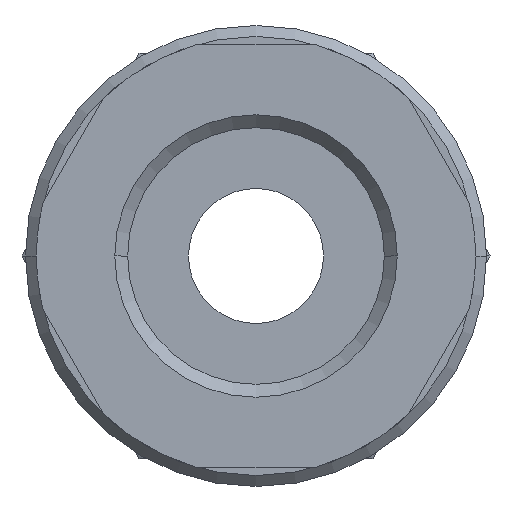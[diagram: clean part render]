
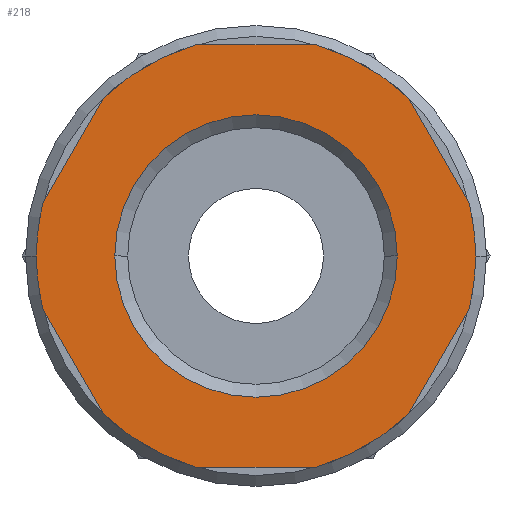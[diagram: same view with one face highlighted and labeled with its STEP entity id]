
A CAD part, front view. The second image highlights one B-rep face of the part: STEP entity #218.
In plain terms, the highlighted planar face has unit normal (0, -1, 0).
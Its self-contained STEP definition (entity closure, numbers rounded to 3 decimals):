
#218=ADVANCED_FACE('',(#456,#457),#458,.T.);
#456=FACE_BOUND('',#711,.T.);
#457=FACE_OUTER_BOUND('',#712,.T.);
#458=PLANE('',#713);
#711=EDGE_LOOP('',(#1249,#1250));
#712=EDGE_LOOP('',(#1251,#1252,#1253,#1254,#1255,#1256,#1257,#1258,#1259,#1260,#1261,#1262,#1263,#1264));
#713=AXIS2_PLACEMENT_3D('',#1265,#1266,#1267);
#1249=ORIENTED_EDGE('',*,*,#1561,.T.);
#1250=ORIENTED_EDGE('',*,*,#1559,.T.);
#1251=ORIENTED_EDGE('',*,*,#1636,.F.);
#1252=ORIENTED_EDGE('',*,*,#1663,.F.);
#1253=ORIENTED_EDGE('',*,*,#1640,.F.);
#1254=ORIENTED_EDGE('',*,*,#1664,.F.);
#1255=ORIENTED_EDGE('',*,*,#1644,.F.);
#1256=ORIENTED_EDGE('',*,*,#1518,.F.);
#1257=ORIENTED_EDGE('',*,*,#1665,.F.);
#1258=ORIENTED_EDGE('',*,*,#1649,.F.);
#1259=ORIENTED_EDGE('',*,*,#1666,.F.);
#1260=ORIENTED_EDGE('',*,*,#1654,.F.);
#1261=ORIENTED_EDGE('',*,*,#1667,.F.);
#1262=ORIENTED_EDGE('',*,*,#1659,.F.);
#1263=ORIENTED_EDGE('',*,*,#1668,.F.);
#1264=ORIENTED_EDGE('',*,*,#1515,.F.);
#1265=CARTESIAN_POINT('',(6.5,0.0,0.0));
#1266=DIRECTION('',(-0.0,-1.0,-0.0));
#1267=DIRECTION('',(-1.0,0.0,0.0));
#1515=EDGE_CURVE('',#1805,#1801,#1807,.T.);
#1518=EDGE_CURVE('',#1809,#1812,#1813,.T.);
#1559=EDGE_CURVE('',#1879,#1881,#1883,.T.);
#1561=EDGE_CURVE('',#1881,#1879,#1885,.T.);
#1636=EDGE_CURVE('',#1976,#1805,#1978,.T.);
#1640=EDGE_CURVE('',#1982,#1984,#1985,.T.);
#1644=EDGE_CURVE('',#1812,#1990,#1991,.T.);
#1649=EDGE_CURVE('',#1997,#1999,#2000,.T.);
#1654=EDGE_CURVE('',#2006,#2008,#2009,.T.);
#1659=EDGE_CURVE('',#2015,#2017,#2018,.T.);
#1663=EDGE_CURVE('',#1984,#1976,#2023,.T.);
#1664=EDGE_CURVE('',#1990,#1982,#2024,.T.);
#1665=EDGE_CURVE('',#1999,#1809,#2025,.T.);
#1666=EDGE_CURVE('',#2008,#1997,#2026,.T.);
#1667=EDGE_CURVE('',#2017,#2006,#2027,.T.);
#1668=EDGE_CURVE('',#1801,#2015,#2028,.T.);
#1801=VERTEX_POINT('',#2187);
#1805=VERTEX_POINT('',#2192);
#1807=CIRCLE('',#2195,13.0);
#1809=VERTEX_POINT('',#2197);
#1812=VERTEX_POINT('',#2201);
#1813=CIRCLE('',#2202,13.0);
#1879=VERTEX_POINT('',#2325);
#1881=VERTEX_POINT('',#2328);
#1883=CIRCLE('',#2331,8.36);
#1885=CIRCLE('',#2333,8.36);
#1976=VERTEX_POINT('',#2650);
#1978=LINE('',#2653,#2654);
#1982=VERTEX_POINT('',#2659);
#1984=VERTEX_POINT('',#2662);
#1985=LINE('',#2663,#2664);
#1990=VERTEX_POINT('',#2671);
#1991=LINE('',#2672,#2673);
#1997=VERTEX_POINT('',#2681);
#1999=VERTEX_POINT('',#2684);
#2000=LINE('',#2685,#2686);
#2006=VERTEX_POINT('',#2694);
#2008=VERTEX_POINT('',#2697);
#2009=LINE('',#2698,#2699);
#2015=VERTEX_POINT('',#2707);
#2017=VERTEX_POINT('',#2710);
#2018=LINE('',#2711,#2712);
#2023=CIRCLE('',#2719,13.0);
#2024=CIRCLE('',#2720,13.0);
#2025=CIRCLE('',#2721,13.0);
#2026=CIRCLE('',#2722,13.0);
#2027=CIRCLE('',#2723,13.0);
#2028=CIRCLE('',#2724,13.0);
#2187=CARTESIAN_POINT('',(-13.0,0.0,0.));
#2192=CARTESIAN_POINT('',(-12.611,0.0,-3.158));
#2195=AXIS2_PLACEMENT_3D('',#2847,#2848,#2849);
#2197=CARTESIAN_POINT('',(13.0,0.0,0.));
#2201=CARTESIAN_POINT('',(12.611,0.0,-3.158));
#2202=AXIS2_PLACEMENT_3D('',#2851,#2852,#2853);
#2325=CARTESIAN_POINT('',(8.36,0.0,0.));
#2328=CARTESIAN_POINT('',(-8.36,0.0,0.));
#2331=AXIS2_PLACEMENT_3D('',#2905,#2906,#2907);
#2333=AXIS2_PLACEMENT_3D('',#2908,#2909,#2910);
#2650=CARTESIAN_POINT('',(-9.04,0.0,-9.342));
#2653=CARTESIAN_POINT('',(-10.013,0.0,-7.657));
#2654=VECTOR('',#2978,1.0);
#2659=CARTESIAN_POINT('',(3.571,0.0,-12.5));
#2662=CARTESIAN_POINT('',(-3.571,0.0,-12.5));
#2663=CARTESIAN_POINT('',(3.25,0.0,-12.5));
#2664=VECTOR('',#2981,1.0);
#2671=CARTESIAN_POINT('',(9.04,0.0,-9.342));
#2672=CARTESIAN_POINT('',(11.638,0.0,-4.843));
#2673=VECTOR('',#2984,1.0);
#2681=CARTESIAN_POINT('',(9.04,0.0,9.342));
#2684=CARTESIAN_POINT('',(12.611,0.0,3.158));
#2685=CARTESIAN_POINT('',(11.638,0.0,4.843));
#2686=VECTOR('',#2988,1.0);
#2694=CARTESIAN_POINT('',(-3.571,0.0,12.5));
#2697=CARTESIAN_POINT('',(3.571,0.0,12.5));
#2698=CARTESIAN_POINT('',(3.25,0.0,12.5));
#2699=VECTOR('',#2992,1.0);
#2707=CARTESIAN_POINT('',(-12.611,0.0,3.158));
#2710=CARTESIAN_POINT('',(-9.04,0.0,9.342));
#2711=CARTESIAN_POINT('',(-10.013,0.0,7.657));
#2712=VECTOR('',#2996,1.0);
#2719=AXIS2_PLACEMENT_3D('',#2999,#3000,#3001);
#2720=AXIS2_PLACEMENT_3D('',#3002,#3003,#3004);
#2721=AXIS2_PLACEMENT_3D('',#3005,#3006,#3007);
#2722=AXIS2_PLACEMENT_3D('',#3008,#3009,#3010);
#2723=AXIS2_PLACEMENT_3D('',#3011,#3012,#3013);
#2724=AXIS2_PLACEMENT_3D('',#3014,#3015,#3016);
#2847=CARTESIAN_POINT('',(0.0,0.0,0.0));
#2848=DIRECTION('',(-0.0,1.0,0.0));
#2849=DIRECTION('',(1.0,0.0,0.0));
#2851=CARTESIAN_POINT('',(0.0,0.0,0.0));
#2852=DIRECTION('',(-0.0,1.0,0.0));
#2853=DIRECTION('',(1.0,0.0,0.0));
#2905=CARTESIAN_POINT('',(0.0,0.0,0.0));
#2906=DIRECTION('',(-0.0,1.0,0.0));
#2907=DIRECTION('',(1.0,0.0,0.0));
#2908=CARTESIAN_POINT('',(0.0,0.0,0.0));
#2909=DIRECTION('',(-0.0,1.0,0.0));
#2910=DIRECTION('',(1.0,0.0,0.0));
#2978=DIRECTION('',(-0.5,0.0,0.866));
#2981=DIRECTION('',(-1.0,0.0,0.0));
#2984=DIRECTION('',(-0.5,0.0,-0.866));
#2988=DIRECTION('',(0.5,0.0,-0.866));
#2992=DIRECTION('',(1.0,-0.0,0.));
#2996=DIRECTION('',(0.5,-0.0,0.866));
#2999=CARTESIAN_POINT('',(0.0,0.0,0.0));
#3000=DIRECTION('',(-0.0,1.0,0.0));
#3001=DIRECTION('',(1.0,0.0,0.0));
#3002=CARTESIAN_POINT('',(0.0,0.0,0.0));
#3003=DIRECTION('',(-0.0,1.0,0.0));
#3004=DIRECTION('',(1.0,0.0,0.0));
#3005=CARTESIAN_POINT('',(0.0,0.0,0.0));
#3006=DIRECTION('',(-0.0,1.0,0.0));
#3007=DIRECTION('',(1.0,0.0,0.0));
#3008=CARTESIAN_POINT('',(0.0,0.0,0.0));
#3009=DIRECTION('',(-0.0,1.0,0.0));
#3010=DIRECTION('',(1.0,0.0,0.0));
#3011=CARTESIAN_POINT('',(0.0,0.0,0.0));
#3012=DIRECTION('',(-0.0,1.0,0.0));
#3013=DIRECTION('',(1.0,0.0,0.0));
#3014=CARTESIAN_POINT('',(0.0,0.0,0.0));
#3015=DIRECTION('',(-0.0,1.0,0.0));
#3016=DIRECTION('',(1.0,0.0,0.0));
